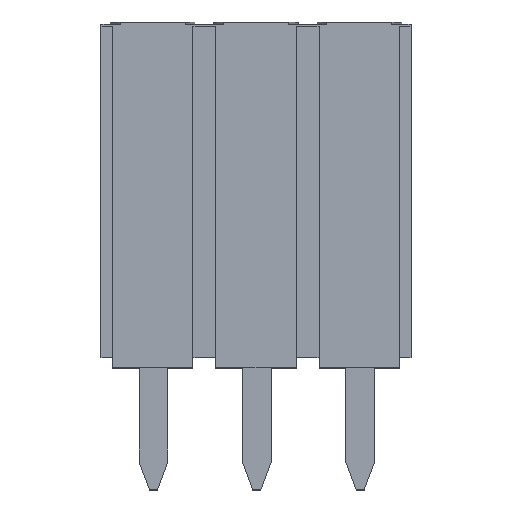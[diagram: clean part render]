
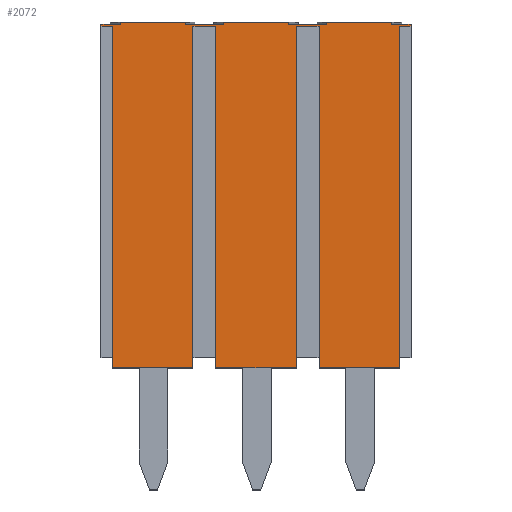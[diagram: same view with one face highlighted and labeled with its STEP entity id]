
A CAD part, top view. The second image highlights one B-rep face of the part: STEP entity #2072.
In plain terms, the highlighted planar face has unit normal (0, 0, 1).
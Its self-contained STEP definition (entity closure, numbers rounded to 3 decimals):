
#100=FACE_OUTER_BOUND('',#217,.T.);
#217=EDGE_LOOP('',(#1681,#1682,#1683,#1684,#1685,#1686,#1687,#1688,#1689,
#1690,#1691,#1692,#1693,#1694,#1695,#1696,#1697,#1698,#1699,#1700,#1701,
#1702,#1703,#1704,#1705,#1706,#1707,#1708));
#287=LINE('',#2830,#575);
#292=LINE('',#2841,#580);
#302=LINE('',#2860,#590);
#323=LINE('',#2903,#611);
#331=LINE('',#2917,#619);
#336=LINE('',#2927,#624);
#338=LINE('',#2930,#626);
#344=LINE('',#2943,#632);
#348=LINE('',#2952,#636);
#370=LINE('',#2998,#658);
#376=LINE('',#3010,#664);
#381=LINE('',#3019,#669);
#386=LINE('',#3028,#674);
#404=LINE('',#3066,#692);
#414=LINE('',#3085,#702);
#419=LINE('',#3095,#707);
#425=LINE('',#3106,#713);
#429=LINE('',#3115,#717);
#449=LINE('',#3155,#737);
#465=LINE('',#3185,#753);
#468=LINE('',#3191,#756);
#470=LINE('',#3195,#758);
#471=LINE('',#3196,#759);
#472=LINE('',#3197,#760);
#473=LINE('',#3199,#761);
#474=LINE('',#3201,#762);
#475=LINE('',#3203,#763);
#476=LINE('',#3204,#764);
#575=VECTOR('',#2299,10.);
#580=VECTOR('',#2306,10.);
#590=VECTOR('',#2322,10.);
#611=VECTOR('',#2357,10.);
#619=VECTOR('',#2369,10.);
#624=VECTOR('',#2378,10.);
#626=VECTOR('',#2382,10.);
#632=VECTOR('',#2396,10.);
#636=VECTOR('',#2406,10.);
#658=VECTOR('',#2438,10.);
#664=VECTOR('',#2448,10.);
#669=VECTOR('',#2457,10.);
#674=VECTOR('',#2464,10.);
#692=VECTOR('',#2496,10.);
#702=VECTOR('',#2510,10.);
#707=VECTOR('',#2519,10.);
#713=VECTOR('',#2531,10.);
#717=VECTOR('',#2543,10.);
#737=VECTOR('',#2577,10.);
#753=VECTOR('',#2603,10.);
#756=VECTOR('',#2608,10.);
#758=VECTOR('',#2612,10.);
#759=VECTOR('',#2613,10.);
#760=VECTOR('',#2614,10.);
#761=VECTOR('',#2615,10.);
#762=VECTOR('',#2616,10.);
#763=VECTOR('',#2617,10.);
#764=VECTOR('',#2618,10.);
#855=VERTEX_POINT('',#2827);
#856=VERTEX_POINT('',#2829);
#860=VERTEX_POINT('',#2838);
#861=VERTEX_POINT('',#2840);
#867=VERTEX_POINT('',#2859);
#881=VERTEX_POINT('',#2901);
#882=VERTEX_POINT('',#2902);
#889=VERTEX_POINT('',#2925);
#892=VERTEX_POINT('',#2942);
#894=VERTEX_POINT('',#2950);
#912=VERTEX_POINT('',#2995);
#913=VERTEX_POINT('',#2997);
#916=VERTEX_POINT('',#3007);
#917=VERTEX_POINT('',#3009);
#919=VERTEX_POINT('',#3018);
#922=VERTEX_POINT('',#3026);
#934=VERTEX_POINT('',#3064);
#935=VERTEX_POINT('',#3065);
#942=VERTEX_POINT('',#3083);
#945=VERTEX_POINT('',#3092);
#960=VERTEX_POINT('',#3152);
#961=VERTEX_POINT('',#3154);
#970=VERTEX_POINT('',#3184);
#972=VERTEX_POINT('',#3190);
#973=VERTEX_POINT('',#3194);
#974=VERTEX_POINT('',#3198);
#975=VERTEX_POINT('',#3200);
#976=VERTEX_POINT('',#3202);
#1047=EDGE_CURVE('',#855,#856,#287,.T.);
#1052=EDGE_CURVE('',#861,#860,#292,.T.);
#1062=EDGE_CURVE('',#861,#867,#302,.T.);
#1083=EDGE_CURVE('',#881,#882,#323,.T.);
#1091=EDGE_CURVE('',#867,#881,#331,.T.);
#1096=EDGE_CURVE('',#889,#860,#336,.T.);
#1098=EDGE_CURVE('',#856,#889,#338,.T.);
#1104=EDGE_CURVE('',#892,#882,#344,.T.);
#1108=EDGE_CURVE('',#855,#894,#348,.T.);
#1130=EDGE_CURVE('',#913,#912,#370,.T.);
#1136=EDGE_CURVE('',#916,#917,#376,.T.);
#1141=EDGE_CURVE('',#919,#913,#381,.T.);
#1146=EDGE_CURVE('',#912,#922,#386,.T.);
#1164=EDGE_CURVE('',#934,#935,#404,.T.);
#1174=EDGE_CURVE('',#942,#934,#414,.T.);
#1179=EDGE_CURVE('',#917,#945,#419,.T.);
#1185=EDGE_CURVE('',#922,#935,#425,.T.);
#1189=EDGE_CURVE('',#916,#919,#429,.T.);
#1209=EDGE_CURVE('',#960,#961,#449,.T.);
#1225=EDGE_CURVE('',#892,#970,#465,.T.);
#1228=EDGE_CURVE('',#945,#972,#468,.T.);
#1230=EDGE_CURVE('',#973,#894,#470,.T.);
#1231=EDGE_CURVE('',#961,#973,#471,.T.);
#1232=EDGE_CURVE('',#960,#972,#472,.T.);
#1233=EDGE_CURVE('',#942,#974,#473,.T.);
#1234=EDGE_CURVE('',#974,#975,#474,.T.);
#1235=EDGE_CURVE('',#976,#975,#475,.T.);
#1236=EDGE_CURVE('',#970,#976,#476,.T.);
#1681=ORIENTED_EDGE('',*,*,#1230,.F.);
#1682=ORIENTED_EDGE('',*,*,#1231,.F.);
#1683=ORIENTED_EDGE('',*,*,#1209,.F.);
#1684=ORIENTED_EDGE('',*,*,#1232,.T.);
#1685=ORIENTED_EDGE('',*,*,#1228,.F.);
#1686=ORIENTED_EDGE('',*,*,#1179,.F.);
#1687=ORIENTED_EDGE('',*,*,#1136,.F.);
#1688=ORIENTED_EDGE('',*,*,#1189,.T.);
#1689=ORIENTED_EDGE('',*,*,#1141,.T.);
#1690=ORIENTED_EDGE('',*,*,#1130,.T.);
#1691=ORIENTED_EDGE('',*,*,#1146,.T.);
#1692=ORIENTED_EDGE('',*,*,#1185,.T.);
#1693=ORIENTED_EDGE('',*,*,#1164,.F.);
#1694=ORIENTED_EDGE('',*,*,#1174,.F.);
#1695=ORIENTED_EDGE('',*,*,#1233,.T.);
#1696=ORIENTED_EDGE('',*,*,#1234,.T.);
#1697=ORIENTED_EDGE('',*,*,#1235,.F.);
#1698=ORIENTED_EDGE('',*,*,#1236,.F.);
#1699=ORIENTED_EDGE('',*,*,#1225,.F.);
#1700=ORIENTED_EDGE('',*,*,#1104,.T.);
#1701=ORIENTED_EDGE('',*,*,#1083,.F.);
#1702=ORIENTED_EDGE('',*,*,#1091,.F.);
#1703=ORIENTED_EDGE('',*,*,#1062,.F.);
#1704=ORIENTED_EDGE('',*,*,#1052,.T.);
#1705=ORIENTED_EDGE('',*,*,#1096,.F.);
#1706=ORIENTED_EDGE('',*,*,#1098,.F.);
#1707=ORIENTED_EDGE('',*,*,#1047,.F.);
#1708=ORIENTED_EDGE('',*,*,#1108,.T.);
#1957=PLANE('',#2204);
#2072=ADVANCED_FACE('',(#100),#1957,.T.);
#2204=AXIS2_PLACEMENT_3D('',#3193,#2610,#2611);
#2299=DIRECTION('',(-1.,0.,0.));
#2306=DIRECTION('',(0.,-1.,0.));
#2322=DIRECTION('',(1.,0.,0.));
#2357=DIRECTION('',(1.,0.,0.));
#2369=DIRECTION('',(0.,1.,0.));
#2378=DIRECTION('',(-1.,0.,0.));
#2382=DIRECTION('',(0.,1.,0.));
#2396=DIRECTION('',(0.,1.,0.));
#2406=DIRECTION('',(0.,1.,0.));
#2438=DIRECTION('',(0.,1.,0.));
#2448=DIRECTION('',(-1.,0.,0.));
#2457=DIRECTION('',(1.,0.,0.));
#2464=DIRECTION('',(-1.,0.,0.));
#2496=DIRECTION('',(1.,0.,0.));
#2510=DIRECTION('',(0.,1.,0.));
#2519=DIRECTION('',(0.,1.,0.));
#2531=DIRECTION('',(0.,1.,0.));
#2543=DIRECTION('',(0.,1.,0.));
#2577=DIRECTION('',(-1.,0.,0.));
#2603=DIRECTION('',(1.,0.,0.));
#2608=DIRECTION('',(-1.,0.,0.));
#2610=DIRECTION('center_axis',(0.,0.,1.));
#2611=DIRECTION('ref_axis',(1.,0.,0.));
#2612=DIRECTION('',(-1.,0.,0.));
#2613=DIRECTION('',(0.,1.,0.));
#2614=DIRECTION('',(0.,1.,0.));
#2615=DIRECTION('',(-1.,0.,0.));
#2616=DIRECTION('',(0.,1.,0.));
#2617=DIRECTION('',(1.,0.,0.));
#2618=DIRECTION('',(0.,1.,0.));
#2827=CARTESIAN_POINT('',(2.24,0.,2.5));
#2829=CARTESIAN_POINT('',(0.26,0.,2.5));
#2830=CARTESIAN_POINT('',(2.54,0.,2.5));
#2838=CARTESIAN_POINT('',(-0.02,8.4,2.5));
#2840=CARTESIAN_POINT('',(-0.02,8.45,2.5));
#2841=CARTESIAN_POINT('',(-0.02,0.,2.5));
#2859=CARTESIAN_POINT('',(0.45,8.45,2.5));
#2860=CARTESIAN_POINT('',(1.353,8.45,2.5));
#2901=CARTESIAN_POINT('',(0.45,8.5,2.5));
#2902=CARTESIAN_POINT('',(2.05,8.5,2.5));
#2903=CARTESIAN_POINT('',(2.54,8.5,2.5));
#2917=CARTESIAN_POINT('',(0.45,4.25,2.5));
#2925=CARTESIAN_POINT('',(0.26,8.4,2.5));
#2927=CARTESIAN_POINT('',(0.26,8.4,2.5));
#2930=CARTESIAN_POINT('',(0.26,2.125,2.5));
#2942=CARTESIAN_POINT('',(2.05,8.45,2.5));
#2943=CARTESIAN_POINT('',(2.05,4.25,2.5));
#2950=CARTESIAN_POINT('',(2.24,8.4,2.5));
#2952=CARTESIAN_POINT('',(2.24,2.125,2.5));
#2995=CARTESIAN_POINT('',(7.6,8.45,2.5));
#2997=CARTESIAN_POINT('',(7.6,8.4,2.5));
#2998=CARTESIAN_POINT('',(7.6,0.,2.5));
#3007=CARTESIAN_POINT('',(7.32,0.,2.5));
#3009=CARTESIAN_POINT('',(5.34,0.,2.5));
#3010=CARTESIAN_POINT('',(7.62,0.,2.5));
#3018=CARTESIAN_POINT('',(7.32,8.4,2.5));
#3019=CARTESIAN_POINT('',(7.32,8.4,2.5));
#3026=CARTESIAN_POINT('',(7.13,8.45,2.5));
#3028=CARTESIAN_POINT('',(6.228,8.45,2.5));
#3064=CARTESIAN_POINT('',(5.53,8.5,2.5));
#3065=CARTESIAN_POINT('',(7.13,8.5,2.5));
#3066=CARTESIAN_POINT('',(7.62,8.5,2.5));
#3083=CARTESIAN_POINT('',(5.53,8.45,2.5));
#3085=CARTESIAN_POINT('',(5.53,4.25,2.5));
#3092=CARTESIAN_POINT('',(5.34,8.4,2.5));
#3095=CARTESIAN_POINT('',(5.34,2.125,2.5));
#3106=CARTESIAN_POINT('',(7.13,4.25,2.5));
#3115=CARTESIAN_POINT('',(7.32,2.125,2.5));
#3152=CARTESIAN_POINT('',(4.78,0.,2.5));
#3154=CARTESIAN_POINT('',(2.8,0.,2.5));
#3155=CARTESIAN_POINT('',(5.08,0.,2.5));
#3184=CARTESIAN_POINT('',(2.99,8.45,2.5));
#3185=CARTESIAN_POINT('',(3.893,8.45,2.5));
#3190=CARTESIAN_POINT('',(4.78,8.4,2.5));
#3191=CARTESIAN_POINT('',(5.34,8.4,2.5));
#3193=CARTESIAN_POINT('Origin',(2.54,0.,2.5));
#3194=CARTESIAN_POINT('',(2.8,8.4,2.5));
#3195=CARTESIAN_POINT('',(2.8,8.4,2.5));
#3196=CARTESIAN_POINT('',(2.8,2.125,2.5));
#3197=CARTESIAN_POINT('',(4.78,2.125,2.5));
#3198=CARTESIAN_POINT('',(4.59,8.45,2.5));
#3199=CARTESIAN_POINT('',(3.688,8.45,2.5));
#3200=CARTESIAN_POINT('',(4.59,8.5,2.5));
#3201=CARTESIAN_POINT('',(4.59,4.25,2.5));
#3202=CARTESIAN_POINT('',(2.99,8.5,2.5));
#3203=CARTESIAN_POINT('',(5.08,8.5,2.5));
#3204=CARTESIAN_POINT('',(2.99,4.25,2.5));
